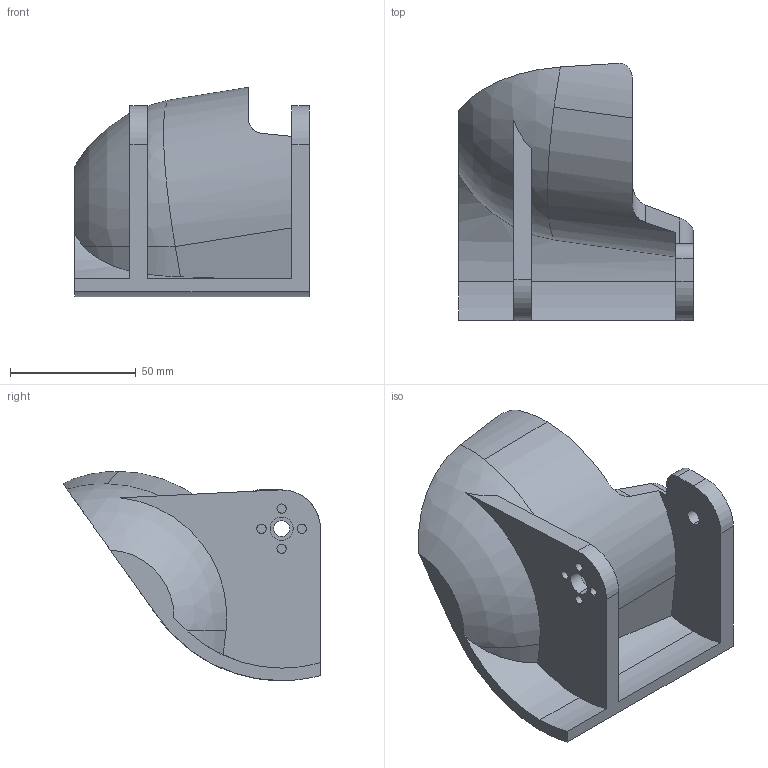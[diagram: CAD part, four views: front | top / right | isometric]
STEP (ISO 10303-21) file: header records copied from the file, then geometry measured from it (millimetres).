
FILE_DESCRIPTION (( 'STEP AP214' ), '1' );
FILE_NAME ('8699-16-319 rA.02 Shooter Totter.STEP', '2017-02-09T20:12:50', ( 'George Riehm' ), ( 'Toshiba' ), 'SwSTEP 2.0', 'SolidWorks 2016', '' );
FILE_SCHEMA (( 'AUTOMOTIVE_DESIGN' ));
Length unit declared in the file: inch
Products named in the file (1): 8699-16-319 rA.02 Shooter Totter
Bounding box: 93.5 x 102.31 x 83.38 mm (x, y, z)
Volume: 97255.9 mm3; surface area: 38609.8 mm2
Topology: 1 solids, 1 shells, 50 faces, 139 edges, 92 vertices
Faces by surface type: cylinder 30, plane 13, cone 3, sphere 2, bspline 2
Entity records: 1832 total; most frequent: CARTESIAN_POINT 499, ORIENTED_EDGE 278, DIRECTION 269, EDGE_CURVE 139, AXIS2_PLACEMENT_3D 109, VERTEX_POINT 92, EDGE_LOOP 63, CIRCLE 60
